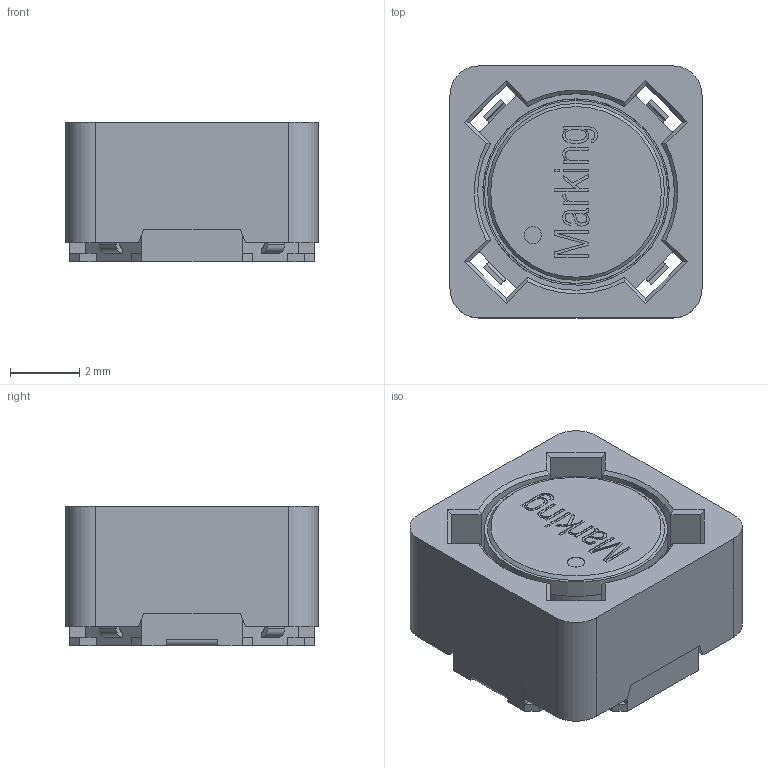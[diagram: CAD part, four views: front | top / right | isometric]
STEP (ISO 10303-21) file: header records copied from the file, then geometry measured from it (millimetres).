
FILE_DESCRIPTION(/* description */ ('Unknown'),/* implementation_level */ '2;1');
FILE_NAME(/* name */ 'L_Wurth_WE-PDHV_7345',/* time_stamp */ '2022-03-08T11:47:16+08:00',/* author */ ('Unknown'),/* organization */ ('Unknown'),/* preprocessor_version */ 'ST-DEVELOPER v16.7',/* originating_system */ 'Solid Edge',/* authorisation */ 'Unknown');
FILE_SCHEMA (('AUTOMOTIVE_DESIGN {1 0 10303 214 3 1 1}'));
Length unit declared in the file: millimetre
Products named in the file (2): L_Wurth_WE-PDHV_7345
Assembly tree (1 placements, depth 2):
  L_Wurth_WE-PDHV_7345
    L_Wurth_WE-PDHV_7345
Bounding box: 7.3 x 7.3 x 4.05 mm (x, y, z)
Volume: 136.4 mm3; surface area: 453.2 mm2
Topology: 2 solids, 4 shells, 291 faces, 771 edges, 503 vertices
Faces by surface type: plane 230, cylinder 42, bspline 11, cone 6, torus 2
Full cylindrical faces by diameter (mm): 0.5 x1, 2.8 x1, 5.3 x2, 5.4 x1
Entity records: 11272 total; most frequent: CARTESIAN_POINT 1976, ORIENTED_EDGE 1518, DIRECTION 1422, EDGE_CURVE 759, LINE 616, VECTOR 616, VERTEX_POINT 501, AXIS2_PLACEMENT_3D 403
